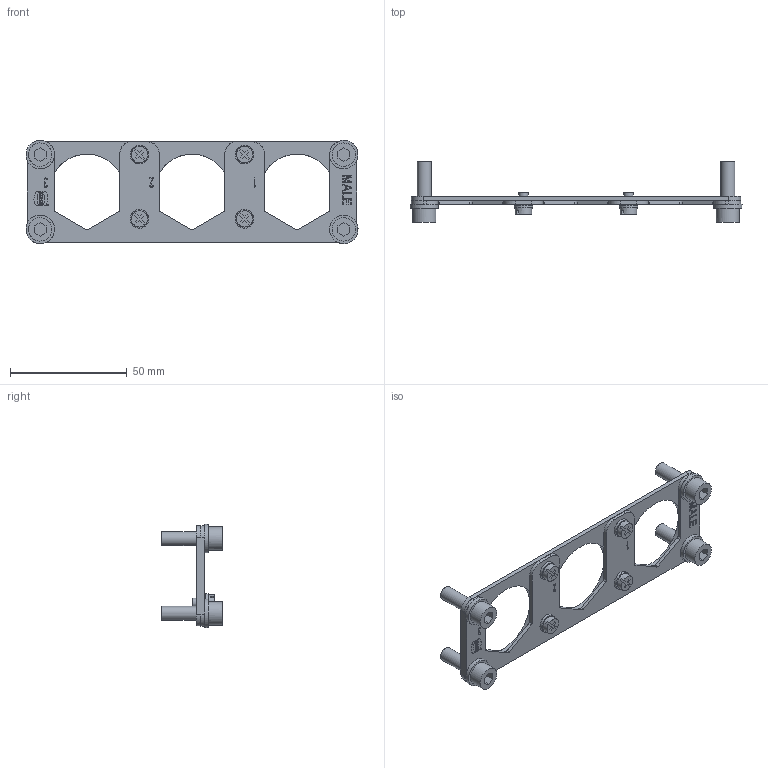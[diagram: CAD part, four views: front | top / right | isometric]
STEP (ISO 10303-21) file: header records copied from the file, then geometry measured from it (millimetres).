
FILE_DESCRIPTION(( 'HARTING HARTING HARTING HARTING HARTING HARTING HARTING HARTING HARTING', 'This Document is valid for Parts No. 09 11 000 9957'),'2;1');
FILE_NAME('MD_09110009957_R411500.stp', '2005-07-21T17:13:17',('ITIS-3'),('HARTING KGaA, D-32339 Espelkamp'), 'I-DEAS Master Series 10','HP-UNIX','Yes');
FILE_SCHEMA(('AUTOMOTIVE_DESIGN { 1 0 10303 214 1 1 1 1 }'));
Length unit declared in the file: millimetre
Products named in the file (1): Han 24HPR-Halterung-M
Bounding box: 142.2 x 26 x 44.2 mm (x, y, z)
Volume: 16654.1 mm3; surface area: 13421.7 mm2
Topology: 1 solids, 5 shells, 418 faces, 1042 edges, 682 vertices
Faces by surface type: bspline 418
Entity records: 12631 total; most frequent: CARTESIAN_POINT 5935, ORIENTED_EDGE 2084, EDGE_CURVE 1042, VERTEX_POINT 682, EDGE_LOOP 480, B_SPLINE_CURVE_WITH_KNOTS 438, FACE_OUTER_BOUND 418, ADVANCED_FACE 418
